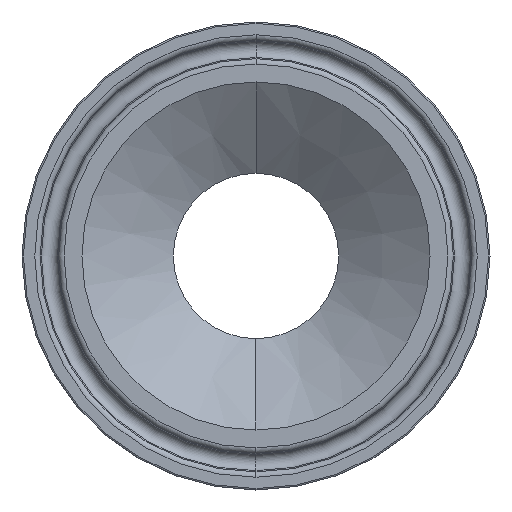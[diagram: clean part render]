
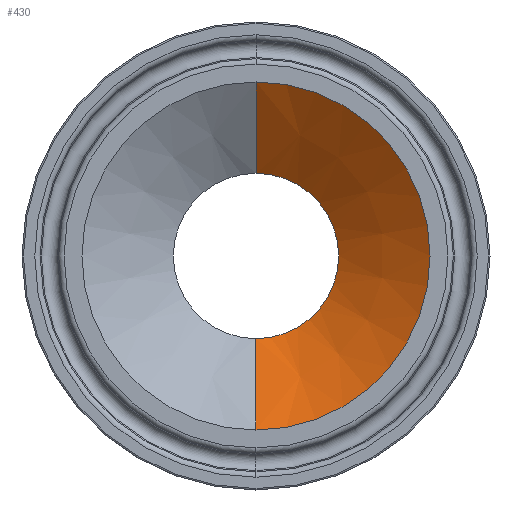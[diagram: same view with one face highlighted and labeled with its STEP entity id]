
A CAD part, left-side view. The second image highlights one B-rep face of the part: STEP entity #430.
In plain terms, the highlighted conical face has half-angle 54.854 degrees and reference radius 11.3 mm.
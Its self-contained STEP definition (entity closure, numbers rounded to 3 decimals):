
#9 = VECTOR ( 'NONE', #388, 1000. ) ;
#37 = DIRECTION ( 'NONE',  ( 0., 0., 1. ) ) ;
#55 = VERTEX_POINT ( 'NONE', #645 ) ;
#68 = CARTESIAN_POINT ( 'NONE',  ( 8.8, 0., 11.3 ) ) ;
#70 = AXIS2_PLACEMENT_3D ( 'NONE', #250, #762, #1010 ) ;
#82 = CONICAL_SURFACE ( 'NONE', #243, 11.3, 0.957 ) ;
#162 = CARTESIAN_POINT ( 'NONE',  ( 8.8, 0., -11.3 ) ) ;
#221 = LINE ( 'NONE', #616, #369 ) ;
#232 = CIRCLE ( 'NONE', #70, 11.3 ) ;
#235 = EDGE_CURVE ( 'NONE', #1021, #55, #1020, .T. ) ;
#243 = AXIS2_PLACEMENT_3D ( 'NONE', #847, #937, #37 ) ;
#250 = CARTESIAN_POINT ( 'NONE',  ( 8.8, 0., 0. ) ) ;
#336 = DIRECTION ( 'NONE',  ( -1., 0., 0. ) ) ;
#352 = FACE_OUTER_BOUND ( 'NONE', #767, .T. ) ;
#355 = EDGE_CURVE ( 'NONE', #983, #55, #1044, .T. ) ;
#369 = VECTOR ( 'NONE', #540, 1000. ) ;
#388 = DIRECTION ( 'NONE',  ( -0.576, 0., 0.818 ) ) ;
#430 = ADVANCED_FACE ( 'NONE', ( #352 ), #82, .F. ) ;
#540 = DIRECTION ( 'NONE',  ( -0.576, 0., -0.818 ) ) ;
#573 = ORIENTED_EDGE ( 'NONE', *, *, #1018, .T. ) ;
#578 = AXIS2_PLACEMENT_3D ( 'NONE', #768, #336, #668 ) ;
#616 = CARTESIAN_POINT ( 'NONE',  ( 8.8, 0., -11.3 ) ) ;
#645 = CARTESIAN_POINT ( 'NONE',  ( 0., 0., 23.8 ) ) ;
#668 = DIRECTION ( 'NONE',  ( 0., 0., 1. ) ) ;
#762 = DIRECTION ( 'NONE',  ( -1., 0., 0. ) ) ;
#767 = EDGE_LOOP ( 'NONE', ( #774, #573, #1057, #964 ) ) ;
#768 = CARTESIAN_POINT ( 'NONE',  ( 0., 0., 0. ) ) ;
#774 = ORIENTED_EDGE ( 'NONE', *, *, #894, .F. ) ;
#778 = VERTEX_POINT ( 'NONE', #162 ) ;
#847 = CARTESIAN_POINT ( 'NONE',  ( 8.8, 0., 0. ) ) ;
#894 = EDGE_CURVE ( 'NONE', #778, #1021, #232, .T. ) ;
#937 = DIRECTION ( 'NONE',  ( -1., 0., 0. ) ) ;
#964 = ORIENTED_EDGE ( 'NONE', *, *, #235, .F. ) ;
#983 = VERTEX_POINT ( 'NONE', #1016 ) ;
#1010 = DIRECTION ( 'NONE',  ( 0., 0., 1. ) ) ;
#1016 = CARTESIAN_POINT ( 'NONE',  ( 0., 0., -23.8 ) ) ;
#1018 = EDGE_CURVE ( 'NONE', #778, #983, #221, .T. ) ;
#1020 = LINE ( 'NONE', #68, #9 ) ;
#1021 = VERTEX_POINT ( 'NONE', #1026 ) ;
#1026 = CARTESIAN_POINT ( 'NONE',  ( 8.8, 0., 11.3 ) ) ;
#1044 = CIRCLE ( 'NONE', #578, 23.8 ) ;
#1057 = ORIENTED_EDGE ( 'NONE', *, *, #355, .T. ) ;
